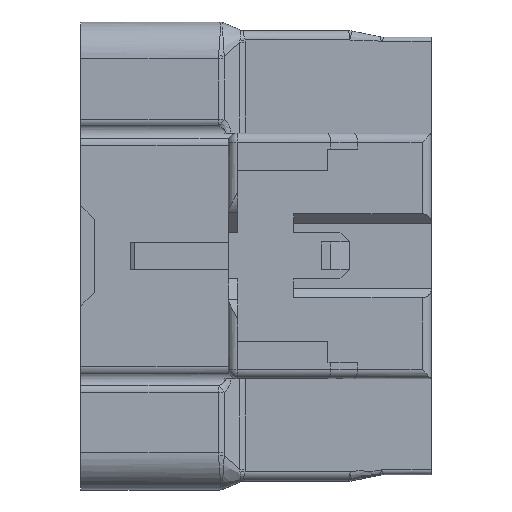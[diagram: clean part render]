
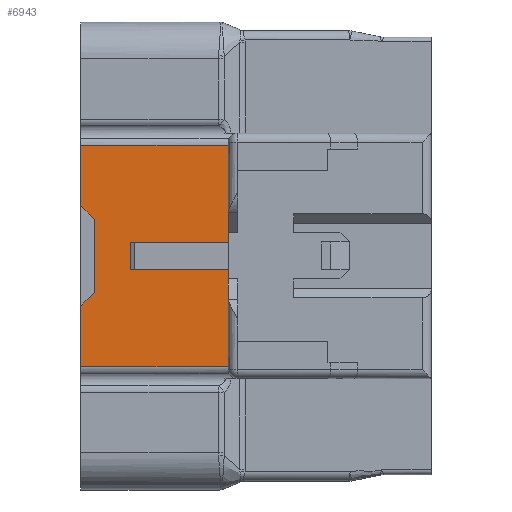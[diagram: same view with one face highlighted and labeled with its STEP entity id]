
A CAD part, top view. The second image highlights one B-rep face of the part: STEP entity #6943.
In plain terms, the highlighted planar face has unit normal (0, 0, 1).
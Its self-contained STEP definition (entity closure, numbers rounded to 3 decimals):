
#358=FACE_OUTER_BOUND('',#770,.T.);
#770=EDGE_LOOP('',(#4610,#4611,#4612,#4613,#4614,#4615,#4616,#4617,#4618,
#4619,#4620,#4621));
#1216=LINE('',#9679,#2052);
#1220=LINE('',#9687,#2056);
#1228=LINE('',#9735,#2064);
#1235=LINE('',#9749,#2071);
#1236=LINE('',#9750,#2072);
#1237=LINE('',#9752,#2073);
#1238=LINE('',#9754,#2074);
#1239=LINE('',#9756,#2075);
#1240=LINE('',#9758,#2076);
#1241=LINE('',#9760,#2077);
#1242=LINE('',#9762,#2078);
#1243=LINE('',#9763,#2079);
#2052=VECTOR('',#7861,10.);
#2056=VECTOR('',#7867,1.);
#2064=VECTOR('',#7907,1.);
#2071=VECTOR('',#7916,10.);
#2072=VECTOR('',#7917,10.);
#2073=VECTOR('',#7918,1.);
#2074=VECTOR('',#7919,1.);
#2075=VECTOR('',#7920,1.);
#2076=VECTOR('',#7921,1.);
#2077=VECTOR('',#7922,1.);
#2078=VECTOR('',#7923,1.);
#2079=VECTOR('',#7924,1.);
#2888=VERTEX_POINT('',#9677);
#2889=VERTEX_POINT('',#9678);
#2892=VERTEX_POINT('',#9686);
#2915=VERTEX_POINT('',#9732);
#2916=VERTEX_POINT('',#9734);
#2922=VERTEX_POINT('',#9748);
#2923=VERTEX_POINT('',#9751);
#2924=VERTEX_POINT('',#9753);
#2925=VERTEX_POINT('',#9755);
#2926=VERTEX_POINT('',#9757);
#2927=VERTEX_POINT('',#9759);
#2928=VERTEX_POINT('',#9761);
#3542=EDGE_CURVE('',#2888,#2889,#1216,.T.);
#3546=EDGE_CURVE('',#2892,#2889,#1220,.F.);
#3570=EDGE_CURVE('',#2916,#2915,#1228,.F.);
#3577=EDGE_CURVE('',#2888,#2922,#1235,.T.);
#3578=EDGE_CURVE('',#2916,#2922,#1236,.T.);
#3579=EDGE_CURVE('',#2915,#2923,#1237,.T.);
#3580=EDGE_CURVE('',#2923,#2924,#1238,.T.);
#3581=EDGE_CURVE('',#2925,#2924,#1239,.F.);
#3582=EDGE_CURVE('',#2925,#2926,#1240,.T.);
#3583=EDGE_CURVE('',#2926,#2927,#1241,.F.);
#3584=EDGE_CURVE('',#2927,#2928,#1242,.T.);
#3585=EDGE_CURVE('',#2892,#2928,#1243,.T.);
#4610=ORIENTED_EDGE('',*,*,#3542,.F.);
#4611=ORIENTED_EDGE('',*,*,#3577,.T.);
#4612=ORIENTED_EDGE('',*,*,#3578,.F.);
#4613=ORIENTED_EDGE('',*,*,#3570,.T.);
#4614=ORIENTED_EDGE('',*,*,#3579,.T.);
#4615=ORIENTED_EDGE('',*,*,#3580,.T.);
#4616=ORIENTED_EDGE('',*,*,#3581,.F.);
#4617=ORIENTED_EDGE('',*,*,#3582,.T.);
#4618=ORIENTED_EDGE('',*,*,#3583,.T.);
#4619=ORIENTED_EDGE('',*,*,#3584,.T.);
#4620=ORIENTED_EDGE('',*,*,#3585,.F.);
#4621=ORIENTED_EDGE('',*,*,#3546,.T.);
#6640=PLANE('',#7385);
#6943=ADVANCED_FACE('',(#358),#6640,.T.);
#7385=AXIS2_PLACEMENT_3D('',#9747,#7914,#7915);
#7861=DIRECTION('',(-0.707,0.707,0.));
#7867=DIRECTION('',(0.,1.,0.));
#7907=DIRECTION('',(0.,1.,0.));
#7914=DIRECTION('center_axis',(0.,0.,1.));
#7915=DIRECTION('ref_axis',(0.,1.,0.));
#7916=DIRECTION('',(0.,-1.,0.));
#7917=DIRECTION('',(0.707,0.707,0.));
#7918=DIRECTION('',(1.,0.,0.));
#7919=DIRECTION('',(0.,1.,0.));
#7920=DIRECTION('',(-1.,0.,0.));
#7921=DIRECTION('',(0.,1.,0.));
#7922=DIRECTION('',(-1.,0.,0.));
#7923=DIRECTION('',(0.,1.,0.));
#7924=DIRECTION('',(1.,0.,0.));
#9677=CARTESIAN_POINT('',(-14.5,28.75,5.));
#9678=CARTESIAN_POINT('',(-16.,30.25,5.));
#9679=CARTESIAN_POINT('',(-3.925,18.175,5.));
#9686=CARTESIAN_POINT('',(-16.,36.799,5.));
#9687=CARTESIAN_POINT('',(-16.,32.649,5.));
#9732=CARTESIAN_POINT('',(-16.,12.801,5.));
#9734=CARTESIAN_POINT('',(-16.,19.35,5.));
#9735=CARTESIAN_POINT('',(-16.,16.951,5.));
#9747=CARTESIAN_POINT('Origin',(0.,-0.55,5.));
#9748=CARTESIAN_POINT('',(-14.5,20.85,5.));
#9749=CARTESIAN_POINT('',(-14.5,13.225,5.));
#9750=CARTESIAN_POINT('',(-16.6,18.75,5.));
#9751=CARTESIAN_POINT('',(0.,12.801,5.));
#9752=CARTESIAN_POINT('',(-8.,12.801,5.));
#9753=CARTESIAN_POINT('',(0.,23.3,5.));
#9754=CARTESIAN_POINT('',(0.,18.051,5.));
#9755=CARTESIAN_POINT('',(-10.553,23.3,5.));
#9756=CARTESIAN_POINT('',(-5.276,23.3,5.));
#9757=CARTESIAN_POINT('',(-10.553,26.3,5.));
#9758=CARTESIAN_POINT('',(-10.553,24.8,5.));
#9759=CARTESIAN_POINT('',(0.,26.3,5.));
#9760=CARTESIAN_POINT('',(-5.276,26.3,5.));
#9761=CARTESIAN_POINT('',(0.,36.799,5.));
#9762=CARTESIAN_POINT('',(0.,31.549,5.));
#9763=CARTESIAN_POINT('',(-8.,36.799,5.));
